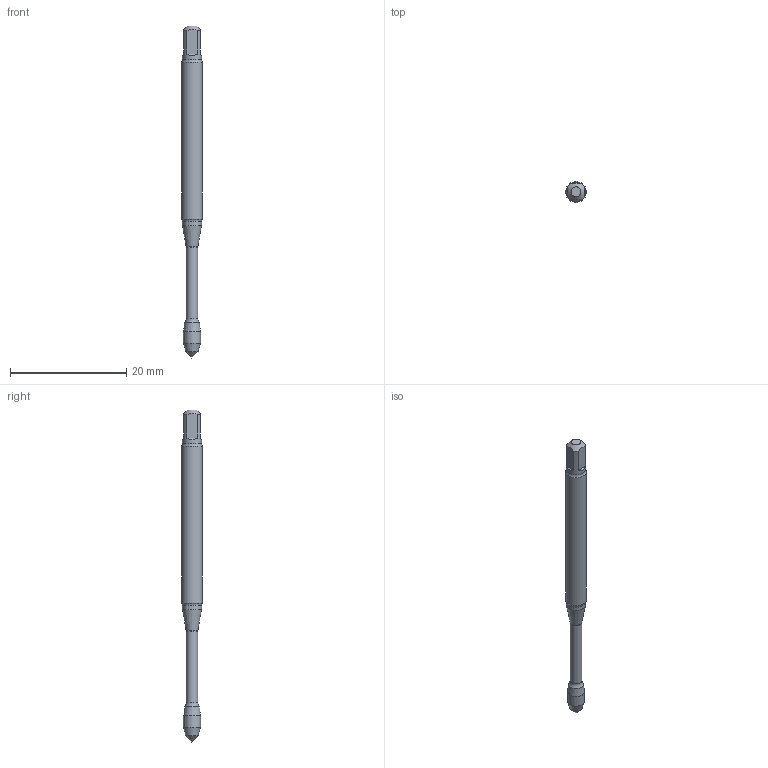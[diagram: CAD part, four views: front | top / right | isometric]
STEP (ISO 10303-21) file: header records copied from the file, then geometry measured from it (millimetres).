
FILE_DESCRIPTION(/* description */ (''),/* implementation_level */ '2;1');
FILE_NAME(/* name */ 'T32-R40N08C93-4-40-21R_Basic.stp',/* time_stamp */ '2024-08-27T15:58:53+05:00',/* author */ (''),/* organization */ (''),/* preprocessor_version */ 'ST-DEVELOPER v18.102',/* originating_system */ 'SIEMENS PLM Software NX2206.8101',/* authorisation */ '');
FILE_SCHEMA (('AUTOMOTIVE_DESIGN { 1 0 10303 214 3 1 1 1 }'));
Length unit declared in the file: millimetre
Products named in the file (1): T32-R40N08C93-4-40-21R_Basic_stp_objects
Bounding box: 3.58 x 3.58 x 57.05 mm (x, y, z)
Volume: 419.8 mm3; surface area: 554 mm2
Topology: 2 solids, 2 shells, 25 faces, 60 edges, 42 vertices
Faces by surface type: plane 11, cone 5, cylinder 5, torus 4
Full cylindrical faces by diameter (mm): 2 x1, 2.929 x1, 3.281 x1, 3.3 x1, 3.581 x1
Entity records: 695 total; most frequent: CARTESIAN_POINT 121, DIRECTION 114, ORIENTED_EDGE 76, AXIS2_PLACEMENT_3D 51, EDGE_LOOP 38, EDGE_CURVE 38, VERTEX_POINT 31, FACE_BOUND 28
